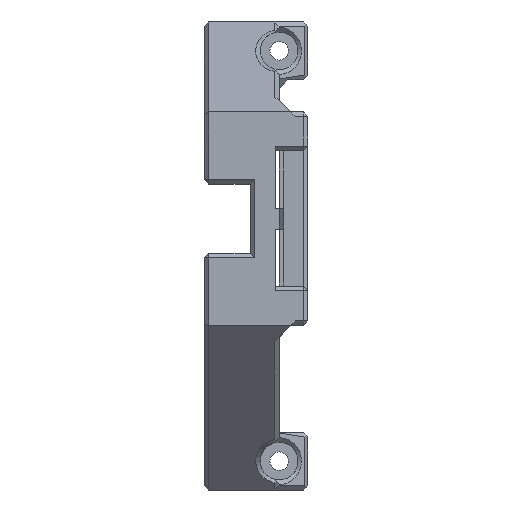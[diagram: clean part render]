
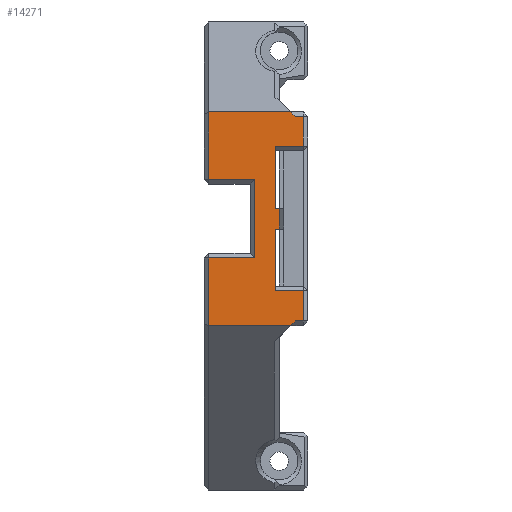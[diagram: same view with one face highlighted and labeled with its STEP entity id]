
A CAD part, left-side view. The second image highlights one B-rep face of the part: STEP entity #14271.
In plain terms, the highlighted planar face has unit normal (-1, 0, 0).
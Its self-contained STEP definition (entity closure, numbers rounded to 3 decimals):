
#1101=FACE_OUTER_BOUND('',#1938,.T.);
#1938=EDGE_LOOP('',(#10902,#10903,#10904,#10905,#10906,#10907,#10908,#10909,
#10910,#10911,#10912,#10913,#10914,#10915,#10916,#10917,#10918,#10919,#10920,
#10921));
#2681=LINE('',#19200,#4323);
#2684=LINE('',#19206,#4326);
#2689=LINE('',#19215,#4331);
#2700=LINE('',#19239,#4342);
#2704=LINE('',#19246,#4346);
#2983=LINE('',#21801,#4625);
#2990=LINE('',#21879,#4632);
#3031=LINE('',#21961,#4673);
#3057=LINE('',#22013,#4699);
#3060=LINE('',#22019,#4702);
#3067=LINE('',#22031,#4709);
#3070=LINE('',#22035,#4712);
#3103=LINE('',#22111,#4745);
#3122=LINE('',#22146,#4764);
#3140=LINE('',#22187,#4782);
#3143=LINE('',#22191,#4785);
#3150=LINE('',#22202,#4792);
#3151=LINE('',#22204,#4793);
#3152=LINE('',#22205,#4794);
#3153=LINE('',#22206,#4795);
#4323=VECTOR('',#16047,10.);
#4326=VECTOR('',#16052,10.);
#4331=VECTOR('',#16059,10.);
#4342=VECTOR('',#16078,10.);
#4346=VECTOR('',#16084,10.);
#4625=VECTOR('',#16531,10.);
#4632=VECTOR('',#16542,10.);
#4673=VECTOR('',#16617,10.);
#4699=VECTOR('',#16667,10.);
#4702=VECTOR('',#16672,10.);
#4709=VECTOR('',#16685,10.);
#4712=VECTOR('',#16690,10.);
#4745=VECTOR('',#16775,10.);
#4764=VECTOR('',#16812,10.);
#4782=VECTOR('',#16850,10.);
#4785=VECTOR('',#16855,10.);
#4792=VECTOR('',#16870,10.);
#4793=VECTOR('',#16871,10.);
#4794=VECTOR('',#16872,10.);
#4795=VECTOR('',#16873,10.);
#5883=VERTEX_POINT('',#19197);
#5884=VERTEX_POINT('',#19199);
#5886=VERTEX_POINT('',#19205);
#5889=VERTEX_POINT('',#19213);
#5897=VERTEX_POINT('',#19236);
#5898=VERTEX_POINT('',#19238);
#5900=VERTEX_POINT('',#19244);
#6209=VERTEX_POINT('',#21798);
#6210=VERTEX_POINT('',#21800);
#6214=VERTEX_POINT('',#21874);
#6215=VERTEX_POINT('',#21877);
#6230=VERTEX_POINT('',#21929);
#6238=VERTEX_POINT('',#21952);
#6253=VERTEX_POINT('',#22012);
#6255=VERTEX_POINT('',#22018);
#6270=VERTEX_POINT('',#22100);
#6273=VERTEX_POINT('',#22107);
#6292=VERTEX_POINT('',#22180);
#6293=VERTEX_POINT('',#22184);
#6295=VERTEX_POINT('',#22203);
#7307=EDGE_CURVE('',#5883,#5884,#2681,.T.);
#7310=EDGE_CURVE('',#5884,#5886,#2684,.T.);
#7315=EDGE_CURVE('',#5883,#5889,#2689,.T.);
#7326=EDGE_CURVE('',#5897,#5898,#2700,.T.);
#7330=EDGE_CURVE('',#5900,#5897,#2704,.T.);
#7784=EDGE_CURVE('',#6210,#6209,#2983,.T.);
#7793=EDGE_CURVE('',#6215,#6214,#2990,.T.);
#7834=EDGE_CURVE('',#6210,#6238,#3031,.T.);
#7860=EDGE_CURVE('',#6238,#6253,#3057,.T.);
#7863=EDGE_CURVE('',#6253,#6255,#3060,.T.);
#7870=EDGE_CURVE('',#6255,#6230,#3067,.T.);
#7873=EDGE_CURVE('',#6230,#6215,#3070,.T.);
#7910=EDGE_CURVE('',#6270,#6273,#3103,.T.);
#7929=EDGE_CURVE('',#5886,#6270,#3122,.T.);
#7947=EDGE_CURVE('',#6293,#6292,#3140,.T.);
#7950=EDGE_CURVE('',#6292,#5900,#3143,.T.);
#7957=EDGE_CURVE('',#6273,#6209,#3150,.T.);
#7958=EDGE_CURVE('',#5889,#6295,#3151,.T.);
#7959=EDGE_CURVE('',#6295,#5898,#3152,.T.);
#7960=EDGE_CURVE('',#6214,#6293,#3153,.T.);
#10902=ORIENTED_EDGE('',*,*,#7834,.F.);
#10903=ORIENTED_EDGE('',*,*,#7784,.T.);
#10904=ORIENTED_EDGE('',*,*,#7957,.F.);
#10905=ORIENTED_EDGE('',*,*,#7910,.F.);
#10906=ORIENTED_EDGE('',*,*,#7929,.F.);
#10907=ORIENTED_EDGE('',*,*,#7310,.F.);
#10908=ORIENTED_EDGE('',*,*,#7307,.F.);
#10909=ORIENTED_EDGE('',*,*,#7315,.T.);
#10910=ORIENTED_EDGE('',*,*,#7958,.T.);
#10911=ORIENTED_EDGE('',*,*,#7959,.T.);
#10912=ORIENTED_EDGE('',*,*,#7326,.F.);
#10913=ORIENTED_EDGE('',*,*,#7330,.F.);
#10914=ORIENTED_EDGE('',*,*,#7950,.F.);
#10915=ORIENTED_EDGE('',*,*,#7947,.F.);
#10916=ORIENTED_EDGE('',*,*,#7960,.F.);
#10917=ORIENTED_EDGE('',*,*,#7793,.F.);
#10918=ORIENTED_EDGE('',*,*,#7873,.F.);
#10919=ORIENTED_EDGE('',*,*,#7870,.F.);
#10920=ORIENTED_EDGE('',*,*,#7863,.F.);
#10921=ORIENTED_EDGE('',*,*,#7860,.F.);
#13572=PLANE('',#15075);
#14271=ADVANCED_FACE('',(#1101),#13572,.T.);
#15075=AXIS2_PLACEMENT_3D('',#22201,#16868,#16869);
#16047=DIRECTION('',(0.,0.,-1.));
#16052=DIRECTION('',(0.,-1.,0.));
#16059=DIRECTION('',(0.,-1.,0.));
#16078=DIRECTION('',(0.,0.,-1.));
#16084=DIRECTION('',(0.,1.,0.));
#16531=DIRECTION('',(0.,-1.,0.));
#16542=DIRECTION('',(0.,-1.,0.));
#16617=DIRECTION('',(0.,0.,1.));
#16667=DIRECTION('',(0.,-1.,0.));
#16672=DIRECTION('',(0.,0.,1.));
#16685=DIRECTION('',(0.,1.,0.));
#16690=DIRECTION('',(0.,0.,1.));
#16775=DIRECTION('',(0.,1.,0.));
#16812=DIRECTION('',(0.,0.,-1.));
#16850=DIRECTION('',(0.,-1.,0.));
#16855=DIRECTION('',(0.,0.,-1.));
#16868=DIRECTION('center_axis',(-1.,0.,0.));
#16869=DIRECTION('ref_axis',(0.,0.,1.));
#16870=DIRECTION('',(0.,0.707,-0.707));
#16871=DIRECTION('',(0.,0.,1.));
#16872=DIRECTION('',(0.,1.,0.));
#16873=DIRECTION('',(0.,-0.707,-0.707));
#19197=CARTESIAN_POINT('',(-45.439,28.249,46.27));
#19199=CARTESIAN_POINT('',(-45.439,28.249,35.616));
#19200=CARTESIAN_POINT('',(-45.439,28.249,35.494));
#19205=CARTESIAN_POINT('',(-45.439,23.349,35.616));
#19206=CARTESIAN_POINT('',(-45.439,27.549,35.616));
#19213=CARTESIAN_POINT('',(-45.439,27.549,46.27));
#19215=CARTESIAN_POINT('',(-45.439,27.999,46.27));
#19236=CARTESIAN_POINT('',(-45.439,28.249,60.616));
#19238=CARTESIAN_POINT('',(-45.439,28.249,49.87));
#19239=CARTESIAN_POINT('',(-45.439,28.249,42.221));
#19244=CARTESIAN_POINT('',(-45.439,23.349,60.616));
#19246=CARTESIAN_POINT('',(-45.439,27.999,60.616));
#21798=CARTESIAN_POINT('',(-45.439,25.549,29.571));
#21800=CARTESIAN_POINT('',(-45.439,39.749,29.571));
#21801=CARTESIAN_POINT('',(-45.439,27.549,29.571));
#21874=CARTESIAN_POINT('',(-45.439,25.549,66.571));
#21877=CARTESIAN_POINT('',(-45.439,39.749,66.571));
#21879=CARTESIAN_POINT('',(-45.439,27.549,66.571));
#21929=CARTESIAN_POINT('',(-45.439,39.749,54.871));
#21952=CARTESIAN_POINT('',(-45.439,39.749,41.271));
#21961=CARTESIAN_POINT('',(-45.439,39.749,36.446));
#22012=CARTESIAN_POINT('',(-45.439,31.749,41.271));
#22013=CARTESIAN_POINT('',(-45.439,30.049,41.271));
#22018=CARTESIAN_POINT('',(-45.439,31.749,54.871));
#22019=CARTESIAN_POINT('',(-45.439,31.749,41.321));
#22031=CARTESIAN_POINT('',(-45.439,30.049,54.871));
#22035=CARTESIAN_POINT('',(-45.439,39.749,46.196));
#22100=CARTESIAN_POINT('',(-45.439,23.349,30.371));
#22107=CARTESIAN_POINT('',(-45.439,24.749,30.371));
#22111=CARTESIAN_POINT('',(-45.439,27.549,30.371));
#22146=CARTESIAN_POINT('',(-45.439,23.349,41.321));
#22180=CARTESIAN_POINT('',(-45.439,23.349,65.771));
#22184=CARTESIAN_POINT('',(-45.439,24.749,65.771));
#22187=CARTESIAN_POINT('',(-45.439,27.549,65.771));
#22191=CARTESIAN_POINT('',(-45.439,23.349,41.321));
#22201=CARTESIAN_POINT('Origin',(-45.439,27.549,34.571));
#22202=CARTESIAN_POINT('',(-45.439,25.299,29.821));
#22203=CARTESIAN_POINT('',(-45.439,27.549,49.87));
#22204=CARTESIAN_POINT('',(-45.439,27.549,34.571));
#22205=CARTESIAN_POINT('',(-45.439,27.549,49.87));
#22206=CARTESIAN_POINT('',(-45.439,18.549,59.571));
